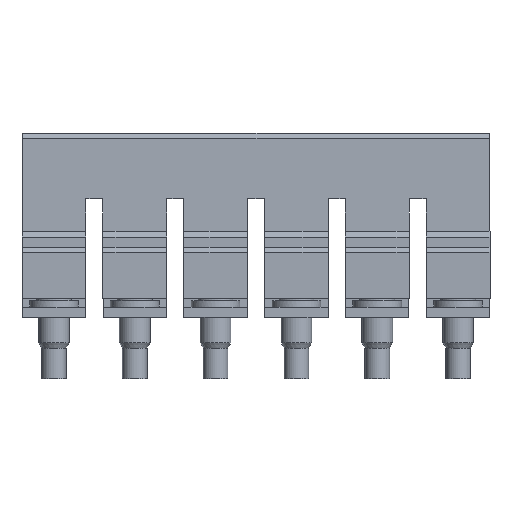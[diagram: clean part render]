
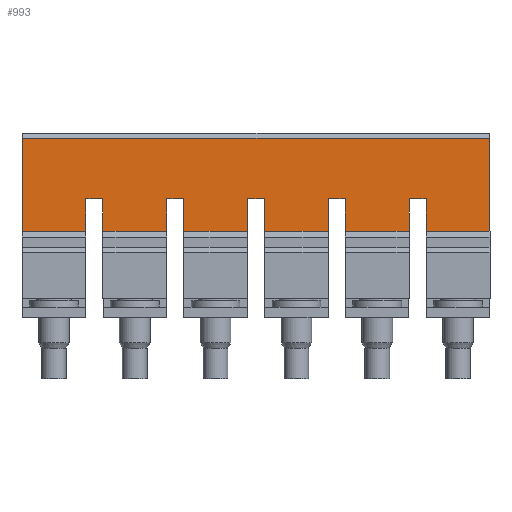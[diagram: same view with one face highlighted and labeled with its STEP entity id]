
A CAD part, front view. The second image highlights one B-rep face of the part: STEP entity #993.
In plain terms, the highlighted planar face has unit normal (0, -1, 0.009).
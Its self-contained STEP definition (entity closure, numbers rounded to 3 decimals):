
#794=AXIS2_PLACEMENT_3D('Plane Axis2P3D',#791,#792,#793) ;
#167=CARTESIAN_POINT('Vertex',(0.,5.445,14.4)) ;
#240=CARTESIAN_POINT('Vertex',(6.23,5.473,17.6)) ;
#243=CARTESIAN_POINT('Line Origine',(6.23,5.459,16.)) ;
#247=CARTESIAN_POINT('Vertex',(6.23,5.445,14.4)) ;
#414=CARTESIAN_POINT('Vertex',(0.079,5.524,23.5)) ;
#436=CARTESIAN_POINT('Line Origine',(0.04,5.485,18.95)) ;
#455=CARTESIAN_POINT('Line Origine',(3.115,5.445,14.4)) ;
#763=CARTESIAN_POINT('Line Origine',(6.648,5.473,17.6)) ;
#767=CARTESIAN_POINT('Vertex',(7.065,5.473,17.6)) ;
#774=CARTESIAN_POINT('Vertex',(7.9,5.473,17.6)) ;
#777=CARTESIAN_POINT('Line Origine',(7.483,5.473,17.6)) ;
#791=CARTESIAN_POINT('Axis2P3D Location',(22.03,5.524,23.5)) ;
#796=CARTESIAN_POINT('Line Origine',(7.9,5.459,16.)) ;
#800=CARTESIAN_POINT('Vertex',(7.9,5.445,14.4)) ;
#803=CARTESIAN_POINT('Line Origine',(11.015,5.445,14.4)) ;
#807=CARTESIAN_POINT('Vertex',(14.13,5.445,14.4)) ;
#810=CARTESIAN_POINT('Line Origine',(14.13,5.459,16.)) ;
#814=CARTESIAN_POINT('Vertex',(14.13,5.473,17.6)) ;
#817=CARTESIAN_POINT('Line Origine',(14.548,5.473,17.6)) ;
#821=CARTESIAN_POINT('Vertex',(14.965,5.473,17.6)) ;
#824=CARTESIAN_POINT('Line Origine',(15.383,5.473,17.6)) ;
#828=CARTESIAN_POINT('Vertex',(15.8,5.473,17.6)) ;
#831=CARTESIAN_POINT('Line Origine',(15.8,5.459,16.)) ;
#835=CARTESIAN_POINT('Vertex',(15.8,5.445,14.4)) ;
#838=CARTESIAN_POINT('Line Origine',(18.915,5.445,14.4)) ;
#842=CARTESIAN_POINT('Vertex',(22.03,5.445,14.4)) ;
#845=CARTESIAN_POINT('Line Origine',(22.03,5.459,16.)) ;
#849=CARTESIAN_POINT('Vertex',(22.03,5.473,17.6)) ;
#852=CARTESIAN_POINT('Line Origine',(22.448,5.473,17.6)) ;
#856=CARTESIAN_POINT('Vertex',(22.865,5.473,17.6)) ;
#859=CARTESIAN_POINT('Line Origine',(23.283,5.473,17.6)) ;
#863=CARTESIAN_POINT('Vertex',(23.7,5.473,17.6)) ;
#866=CARTESIAN_POINT('Line Origine',(23.7,5.459,16.)) ;
#870=CARTESIAN_POINT('Vertex',(23.7,5.445,14.4)) ;
#873=CARTESIAN_POINT('Line Origine',(26.815,5.445,14.4)) ;
#877=CARTESIAN_POINT('Vertex',(29.93,5.445,14.4)) ;
#880=CARTESIAN_POINT('Line Origine',(29.93,5.459,16.)) ;
#884=CARTESIAN_POINT('Vertex',(29.93,5.473,17.6)) ;
#887=CARTESIAN_POINT('Line Origine',(30.348,5.473,17.6)) ;
#891=CARTESIAN_POINT('Vertex',(30.765,5.473,17.6)) ;
#894=CARTESIAN_POINT('Line Origine',(31.183,5.473,17.6)) ;
#898=CARTESIAN_POINT('Vertex',(31.6,5.473,17.6)) ;
#901=CARTESIAN_POINT('Line Origine',(31.6,5.459,16.)) ;
#905=CARTESIAN_POINT('Vertex',(31.6,5.445,14.4)) ;
#908=CARTESIAN_POINT('Line Origine',(34.715,5.445,14.4)) ;
#912=CARTESIAN_POINT('Vertex',(37.83,5.445,14.4)) ;
#915=CARTESIAN_POINT('Line Origine',(37.83,5.459,16.)) ;
#919=CARTESIAN_POINT('Vertex',(37.83,5.473,17.6)) ;
#922=CARTESIAN_POINT('Line Origine',(38.248,5.473,17.6)) ;
#926=CARTESIAN_POINT('Vertex',(38.665,5.473,17.6)) ;
#929=CARTESIAN_POINT('Line Origine',(39.083,5.473,17.6)) ;
#933=CARTESIAN_POINT('Vertex',(39.5,5.473,17.6)) ;
#936=CARTESIAN_POINT('Line Origine',(39.5,5.459,16.)) ;
#940=CARTESIAN_POINT('Vertex',(39.5,5.445,14.4)) ;
#943=CARTESIAN_POINT('Line Origine',(42.615,5.445,14.4)) ;
#947=CARTESIAN_POINT('Vertex',(45.73,5.445,14.4)) ;
#950=CARTESIAN_POINT('Line Origine',(45.69,5.485,18.95)) ;
#954=CARTESIAN_POINT('Vertex',(45.651,5.524,23.5)) ;
#957=CARTESIAN_POINT('Line Origine',(22.865,5.524,23.5)) ;
#244=DIRECTION('Vector Direction',(0.,-0.009,-1.)) ;
#437=DIRECTION('Vector Direction',(0.009,0.009,1.)) ;
#456=DIRECTION('Vector Direction',(-1.,0.,0.)) ;
#764=DIRECTION('Vector Direction',(-1.,0.,0.)) ;
#778=DIRECTION('Vector Direction',(-1.,0.,0.)) ;
#792=DIRECTION('Axis2P3D Direction',(0.,-1.,0.009)) ;
#793=DIRECTION('Axis2P3D XDirection',(0.,-0.009,-1.)) ;
#797=DIRECTION('Vector Direction',(0.,0.009,1.)) ;
#804=DIRECTION('Vector Direction',(1.,0.,0.)) ;
#811=DIRECTION('Vector Direction',(0.,-0.009,-1.)) ;
#818=DIRECTION('Vector Direction',(-1.,0.,0.)) ;
#825=DIRECTION('Vector Direction',(-1.,0.,0.)) ;
#832=DIRECTION('Vector Direction',(0.,0.009,1.)) ;
#839=DIRECTION('Vector Direction',(1.,0.,0.)) ;
#846=DIRECTION('Vector Direction',(0.,-0.009,-1.)) ;
#853=DIRECTION('Vector Direction',(-1.,0.,0.)) ;
#860=DIRECTION('Vector Direction',(-1.,0.,0.)) ;
#867=DIRECTION('Vector Direction',(0.,0.009,1.)) ;
#874=DIRECTION('Vector Direction',(1.,0.,0.)) ;
#881=DIRECTION('Vector Direction',(0.,-0.009,-1.)) ;
#888=DIRECTION('Vector Direction',(-1.,0.,0.)) ;
#895=DIRECTION('Vector Direction',(-1.,0.,0.)) ;
#902=DIRECTION('Vector Direction',(0.,0.009,1.)) ;
#909=DIRECTION('Vector Direction',(1.,0.,0.)) ;
#916=DIRECTION('Vector Direction',(0.,-0.009,-1.)) ;
#923=DIRECTION('Vector Direction',(-1.,0.,0.)) ;
#930=DIRECTION('Vector Direction',(-1.,0.,0.)) ;
#937=DIRECTION('Vector Direction',(0.,0.009,1.)) ;
#944=DIRECTION('Vector Direction',(1.,0.,0.)) ;
#951=DIRECTION('Vector Direction',(-0.009,0.009,1.)) ;
#958=DIRECTION('Vector Direction',(1.,0.,0.)) ;
#245=VECTOR('Line Direction',#244,1.) ;
#438=VECTOR('Line Direction',#437,1.) ;
#457=VECTOR('Line Direction',#456,1.) ;
#765=VECTOR('Line Direction',#764,1.) ;
#779=VECTOR('Line Direction',#778,1.) ;
#798=VECTOR('Line Direction',#797,1.) ;
#805=VECTOR('Line Direction',#804,1.) ;
#812=VECTOR('Line Direction',#811,1.) ;
#819=VECTOR('Line Direction',#818,1.) ;
#826=VECTOR('Line Direction',#825,1.) ;
#833=VECTOR('Line Direction',#832,1.) ;
#840=VECTOR('Line Direction',#839,1.) ;
#847=VECTOR('Line Direction',#846,1.) ;
#854=VECTOR('Line Direction',#853,1.) ;
#861=VECTOR('Line Direction',#860,1.) ;
#868=VECTOR('Line Direction',#867,1.) ;
#875=VECTOR('Line Direction',#874,1.) ;
#882=VECTOR('Line Direction',#881,1.) ;
#889=VECTOR('Line Direction',#888,1.) ;
#896=VECTOR('Line Direction',#895,1.) ;
#903=VECTOR('Line Direction',#902,1.) ;
#910=VECTOR('Line Direction',#909,1.) ;
#917=VECTOR('Line Direction',#916,1.) ;
#924=VECTOR('Line Direction',#923,1.) ;
#931=VECTOR('Line Direction',#930,1.) ;
#938=VECTOR('Line Direction',#937,1.) ;
#945=VECTOR('Line Direction',#944,1.) ;
#952=VECTOR('Line Direction',#951,1.) ;
#959=VECTOR('Line Direction',#958,1.) ;
#963=ORIENTED_EDGE('',*,*,#781,.F.) ;
#964=ORIENTED_EDGE('',*,*,#802,.F.) ;
#965=ORIENTED_EDGE('',*,*,#809,.T.) ;
#966=ORIENTED_EDGE('',*,*,#816,.F.) ;
#967=ORIENTED_EDGE('',*,*,#823,.F.) ;
#968=ORIENTED_EDGE('',*,*,#830,.F.) ;
#969=ORIENTED_EDGE('',*,*,#837,.F.) ;
#970=ORIENTED_EDGE('',*,*,#844,.T.) ;
#971=ORIENTED_EDGE('',*,*,#851,.F.) ;
#972=ORIENTED_EDGE('',*,*,#858,.F.) ;
#973=ORIENTED_EDGE('',*,*,#865,.F.) ;
#974=ORIENTED_EDGE('',*,*,#872,.F.) ;
#975=ORIENTED_EDGE('',*,*,#879,.T.) ;
#976=ORIENTED_EDGE('',*,*,#886,.F.) ;
#977=ORIENTED_EDGE('',*,*,#893,.F.) ;
#978=ORIENTED_EDGE('',*,*,#900,.F.) ;
#979=ORIENTED_EDGE('',*,*,#907,.F.) ;
#980=ORIENTED_EDGE('',*,*,#914,.T.) ;
#981=ORIENTED_EDGE('',*,*,#921,.F.) ;
#982=ORIENTED_EDGE('',*,*,#928,.F.) ;
#983=ORIENTED_EDGE('',*,*,#935,.F.) ;
#984=ORIENTED_EDGE('',*,*,#942,.F.) ;
#985=ORIENTED_EDGE('',*,*,#949,.T.) ;
#986=ORIENTED_EDGE('',*,*,#956,.T.) ;
#987=ORIENTED_EDGE('',*,*,#961,.F.) ;
#988=ORIENTED_EDGE('',*,*,#440,.F.) ;
#989=ORIENTED_EDGE('',*,*,#459,.T.) ;
#990=ORIENTED_EDGE('',*,*,#249,.F.) ;
#991=ORIENTED_EDGE('',*,*,#769,.F.) ;
#993=ADVANCED_FACE('KU_WQV6/6',(#992),#795,.T.) ;
#249=EDGE_CURVE('',#241,#248,#246,.T.) ;
#440=EDGE_CURVE('',#168,#415,#439,.T.) ;
#459=EDGE_CURVE('',#168,#248,#458,.F.) ;
#769=EDGE_CURVE('',#768,#241,#766,.T.) ;
#781=EDGE_CURVE('',#775,#768,#780,.T.) ;
#802=EDGE_CURVE('',#801,#775,#799,.T.) ;
#809=EDGE_CURVE('',#801,#808,#806,.T.) ;
#816=EDGE_CURVE('',#815,#808,#813,.T.) ;
#823=EDGE_CURVE('',#822,#815,#820,.T.) ;
#830=EDGE_CURVE('',#829,#822,#827,.T.) ;
#837=EDGE_CURVE('',#836,#829,#834,.T.) ;
#844=EDGE_CURVE('',#836,#843,#841,.T.) ;
#851=EDGE_CURVE('',#850,#843,#848,.T.) ;
#858=EDGE_CURVE('',#857,#850,#855,.T.) ;
#865=EDGE_CURVE('',#864,#857,#862,.T.) ;
#872=EDGE_CURVE('',#871,#864,#869,.T.) ;
#879=EDGE_CURVE('',#871,#878,#876,.T.) ;
#886=EDGE_CURVE('',#885,#878,#883,.T.) ;
#893=EDGE_CURVE('',#892,#885,#890,.T.) ;
#900=EDGE_CURVE('',#899,#892,#897,.T.) ;
#907=EDGE_CURVE('',#906,#899,#904,.T.) ;
#914=EDGE_CURVE('',#906,#913,#911,.T.) ;
#921=EDGE_CURVE('',#920,#913,#918,.T.) ;
#928=EDGE_CURVE('',#927,#920,#925,.T.) ;
#935=EDGE_CURVE('',#934,#927,#932,.T.) ;
#942=EDGE_CURVE('',#941,#934,#939,.T.) ;
#949=EDGE_CURVE('',#941,#948,#946,.T.) ;
#956=EDGE_CURVE('',#948,#955,#953,.T.) ;
#961=EDGE_CURVE('',#415,#955,#960,.T.) ;
#962=EDGE_LOOP('',(#963,#964,#965,#966,#967,#968,#969,#970,#971,#972,#973,#974,#975,#976,#977,#978,#979,#980,#981,#982,#983,#984,#985,#986,#987,#988,#989,#990,#991)) ;
#992=FACE_OUTER_BOUND('',#962,.T.) ;
#246=LINE('Line',#243,#245) ;
#439=LINE('Line',#436,#438) ;
#458=LINE('Line',#455,#457) ;
#766=LINE('Line',#763,#765) ;
#780=LINE('Line',#777,#779) ;
#799=LINE('Line',#796,#798) ;
#806=LINE('Line',#803,#805) ;
#813=LINE('Line',#810,#812) ;
#820=LINE('Line',#817,#819) ;
#827=LINE('Line',#824,#826) ;
#834=LINE('Line',#831,#833) ;
#841=LINE('Line',#838,#840) ;
#848=LINE('Line',#845,#847) ;
#855=LINE('Line',#852,#854) ;
#862=LINE('Line',#859,#861) ;
#869=LINE('Line',#866,#868) ;
#876=LINE('Line',#873,#875) ;
#883=LINE('Line',#880,#882) ;
#890=LINE('Line',#887,#889) ;
#897=LINE('Line',#894,#896) ;
#904=LINE('Line',#901,#903) ;
#911=LINE('Line',#908,#910) ;
#918=LINE('Line',#915,#917) ;
#925=LINE('Line',#922,#924) ;
#932=LINE('Line',#929,#931) ;
#939=LINE('Line',#936,#938) ;
#946=LINE('Line',#943,#945) ;
#953=LINE('Line',#950,#952) ;
#960=LINE('Line',#957,#959) ;
#795=PLANE('',#794) ;
#168=VERTEX_POINT('',#167) ;
#241=VERTEX_POINT('',#240) ;
#248=VERTEX_POINT('',#247) ;
#415=VERTEX_POINT('',#414) ;
#768=VERTEX_POINT('',#767) ;
#775=VERTEX_POINT('',#774) ;
#801=VERTEX_POINT('',#800) ;
#808=VERTEX_POINT('',#807) ;
#815=VERTEX_POINT('',#814) ;
#822=VERTEX_POINT('',#821) ;
#829=VERTEX_POINT('',#828) ;
#836=VERTEX_POINT('',#835) ;
#843=VERTEX_POINT('',#842) ;
#850=VERTEX_POINT('',#849) ;
#857=VERTEX_POINT('',#856) ;
#864=VERTEX_POINT('',#863) ;
#871=VERTEX_POINT('',#870) ;
#878=VERTEX_POINT('',#877) ;
#885=VERTEX_POINT('',#884) ;
#892=VERTEX_POINT('',#891) ;
#899=VERTEX_POINT('',#898) ;
#906=VERTEX_POINT('',#905) ;
#913=VERTEX_POINT('',#912) ;
#920=VERTEX_POINT('',#919) ;
#927=VERTEX_POINT('',#926) ;
#934=VERTEX_POINT('',#933) ;
#941=VERTEX_POINT('',#940) ;
#948=VERTEX_POINT('',#947) ;
#955=VERTEX_POINT('',#954) ;
